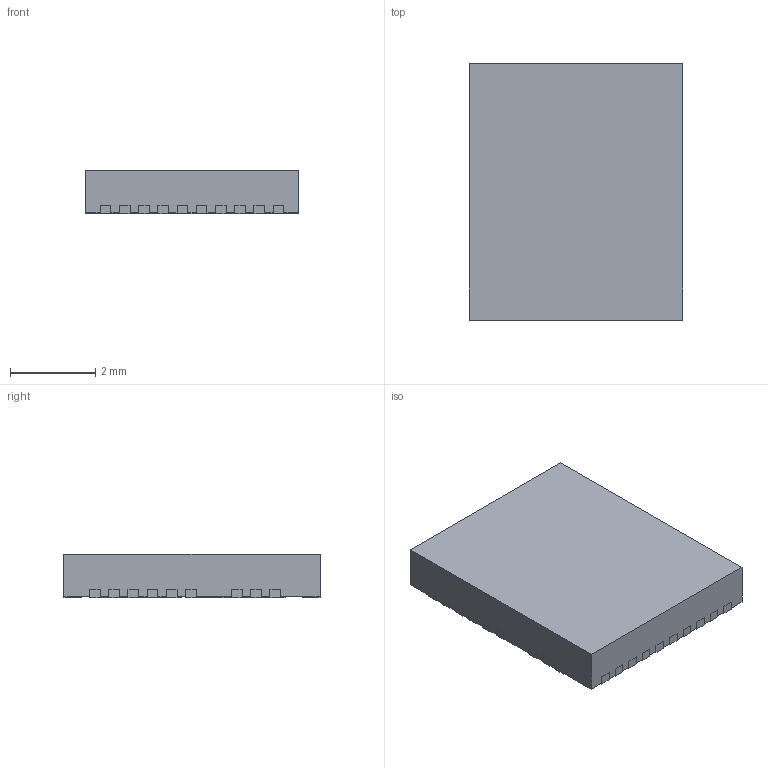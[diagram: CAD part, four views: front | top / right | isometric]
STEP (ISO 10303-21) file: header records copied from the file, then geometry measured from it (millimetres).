
FILE_DESCRIPTION((''),'2;1');
FILE_NAME('RWJ0041A_ASM','2017-01-26T',('a0412086'),(''),'CREO PARAMETRIC BY PTC INC, 2016050','CREO PARAMETRIC BY PTC INC, 2016050','');
FILE_SCHEMA(('AUTOMOTIVE_DESIGN { 1 0 10303 214 1 1 1 1 }'));
Length unit declared in the file: millimetre
Products named in the file (4): BODY-QFN; FRAME-RWJ0041A; PIN1-ID; RWJ0041A_ASM
Assembly tree (3 placements, depth 2):
  RWJ0041A_ASM
    BODY-QFN
    FRAME-RWJ0041A
    PIN1-ID
Bounding box: 5 x 6 x 1.02 mm (x, y, z)
Volume: 30.5 mm3; surface area: 142.9 mm2
Topology: 22 solids, 22 shells, 526 faces, 1440 edges, 960 vertices
Faces by surface type: plane 364, cylinder 162
Entity records: 21660 total; most frequent: CARTESIAN_POINT 2940, ORIENTED_EDGE 2880, DIRECTION 2830, PRESENTATION_STYLE_ASSIGNMENT 1483, STYLED_ITEM 1462, CURVE_STYLE 1440, EDGE_CURVE 1440, VECTOR 1116
